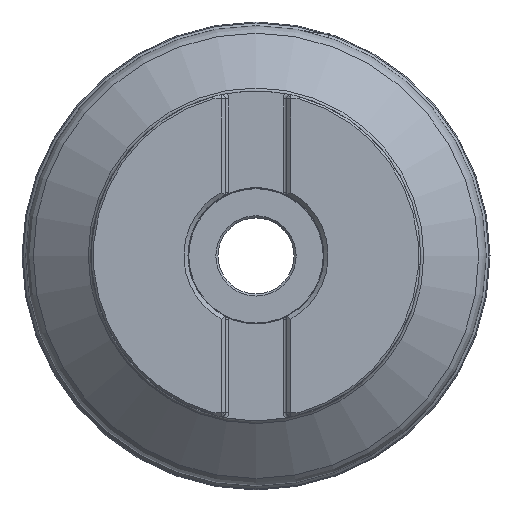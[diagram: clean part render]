
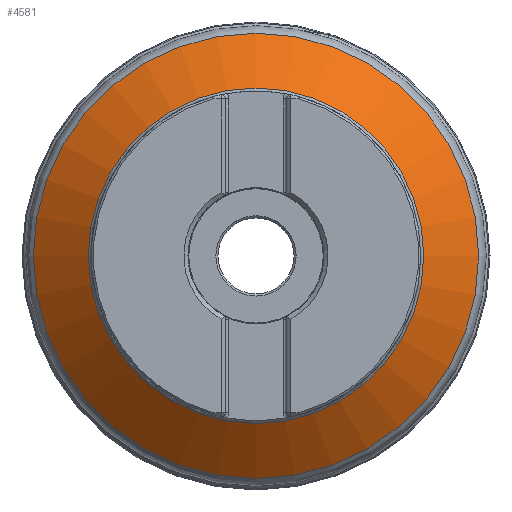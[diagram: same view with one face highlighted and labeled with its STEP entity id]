
A CAD part, top view. The second image highlights one B-rep face of the part: STEP entity #4581.
In plain terms, the highlighted conical face has half-angle 50 degrees and reference radius 39 mm.
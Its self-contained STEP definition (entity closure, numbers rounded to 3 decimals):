
#4503=CONICAL_SURFACE('',#27070,39.,50.);
#4581=ADVANCED_FACE('',(#8486,#8487),#4503,.T.);
#8486=FACE_BOUND('',#8745,.T.);
#8487=FACE_BOUND('',#8746,.T.);
#8745=EDGE_LOOP('',(#10669));
#8746=EDGE_LOOP('',(#10670));
#10669=ORIENTED_EDGE('',*,*,#20878,.T.);
#10670=ORIENTED_EDGE('',*,*,#20877,.T.);
#18521=VERTEX_POINT('',#35481);
#18522=VERTEX_POINT('',#35484);
#20877=EDGE_CURVE('',#18521,#18521,#24812,.T.);
#20878=EDGE_CURVE('',#18522,#18522,#24813,.T.);
#24812=CIRCLE('',#27067,52.714);
#24813=CIRCLE('',#27069,39.714);
#27067=AXIS2_PLACEMENT_3D('',#35480,#29577,#29578);
#27069=AXIS2_PLACEMENT_3D('',#35483,#29581,#29582);
#27070=AXIS2_PLACEMENT_3D('',#35485,#29583,#29584);
#29577=DIRECTION('',(0.,0.,1.));
#29578=DIRECTION('',(1.,0.,0.));
#29581=DIRECTION('',(0.,0.,-1.));
#29582=DIRECTION('',(-1.,0.,0.));
#29583=DIRECTION('',(0.,0.,-1.));
#29584=DIRECTION('',(-1.,0.,0.));
#35480=CARTESIAN_POINT('',(0.,0.,-24.507));
#35481=CARTESIAN_POINT('',(52.714,0.,-24.507));
#35483=CARTESIAN_POINT('',(0.,0.,-13.599));
#35484=CARTESIAN_POINT('',(-39.714,0.,-13.599));
#35485=CARTESIAN_POINT('',(0.,0.,-13.));
